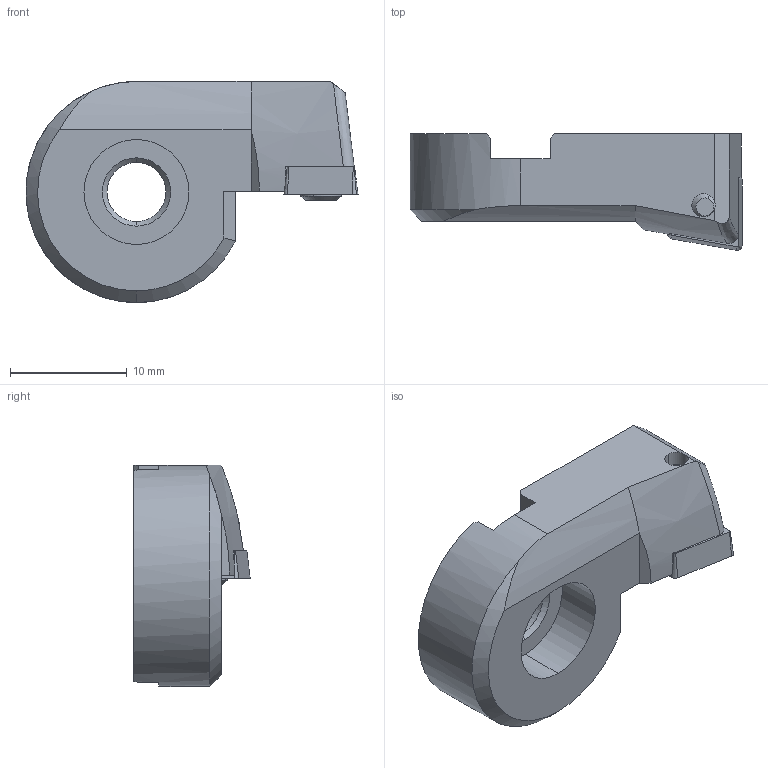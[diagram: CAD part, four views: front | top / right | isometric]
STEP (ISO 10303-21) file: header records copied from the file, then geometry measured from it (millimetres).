
FILE_DESCRIPTION(('no description'),'unknown implementation level');
FILE_NAME('624D50E4-7BDF-4ABB-9C87-6CF901924DC3_export.stp',' ',('CIMSOURCE GmbH'),('CADClick - KiM GmbH - www.kimweb.de'),'unknown preprocess','ACIS','unknown authorization');
FILE_SCHEMA(('automotive_design'));
Length unit declared in the file: millimetre
Products named in the file (3): 626.351 Kaiser ENH 51 CC06 53-07|694.122 ETL M2.5x6.5 T7 IP 10S;Kreismuster1; 626.351 Kaiser ENH 51 CC06 53-07|Wendeplatte CCMT 060204;Schnitt-Rotation1; 626.351 Kaiser ENH 51 CC06 53-07|626.351 Kaiser ENH 51 CC06 53-70;Verrundung1
Bounding box: 28.46 x 9.99 x 18.95 mm (x, y, z)
Volume: 2359.5 mm3; surface area: 1753 mm2
Topology: 3 solids, 3 shells, 103 faces, 259 edges, 165 vertices
Faces by surface type: cylinder 41, plane 34, cone 21, torus 6, bspline 1
Entity records: 6675 total; most frequent: CARTESIAN_POINT 1069, DIRECTION 597, STYLED_ITEM 530, PRESENTATION_STYLE_ASSIGNMENT 530, COLOUR_RGB 530, ORIENTED_EDGE 518, EDGE_CURVE 259, CURVE_STYLE 259
